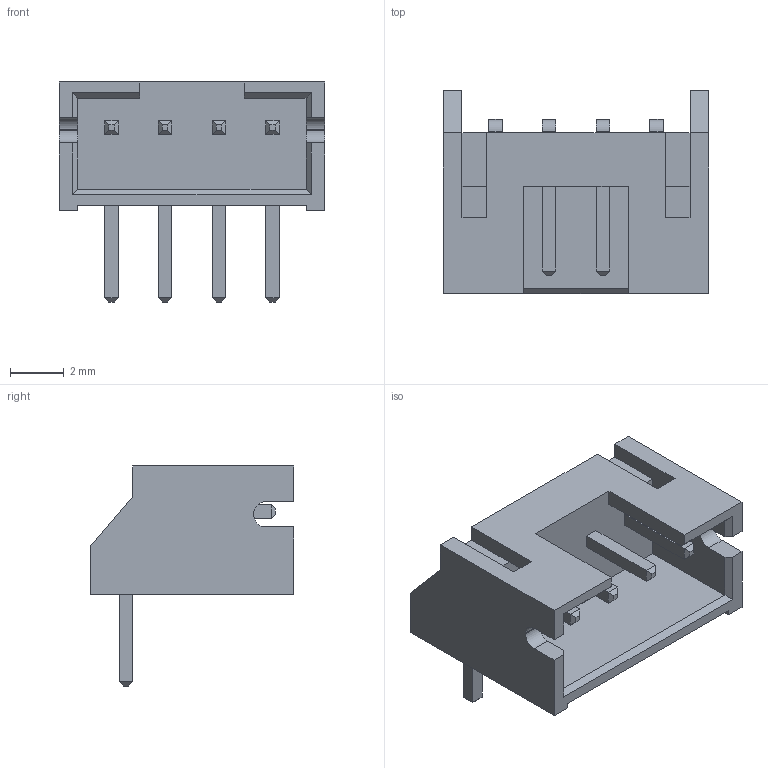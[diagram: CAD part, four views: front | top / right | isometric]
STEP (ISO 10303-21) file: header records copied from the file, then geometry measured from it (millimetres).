
FILE_DESCRIPTION (( 'STEP AP214' ), '1' );
FILE_NAME ('CONN-TH_S4B-PH-KL-LF-SN.step', '2022-08-02T19:09:37', ( '' ), ( '' ), 'SwSTEP 2.0', 'SolidWorks 2020', '' );
FILE_SCHEMA (( 'AUTOMOTIVE_DESIGN' ));
Length unit declared in the file: millimetre
Products named in the file (1): CONN-TH_S4B-PH-KL-LF-SN
Bounding box: 9.9 x 7.6 x 8.2 mm (x, y, z)
Volume: 160.1 mm3; surface area: 429.2 mm2
Topology: 14 solids, 14 shells, 418 faces, 1103 edges, 720 vertices
Faces by surface type: plane 296, bspline 114, cylinder 8
Entity records: 17414 total; most frequent: CARTESIAN_POINT 4604, ORIENTED_EDGE 2206, DIRECTION 1497, EDGE_CURVE 1103, VECTOR 855, LINE 855, VERTEX_POINT 720, EDGE_LOOP 441
